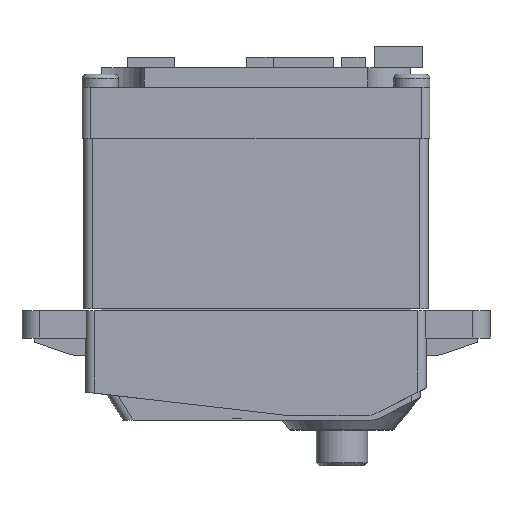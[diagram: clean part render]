
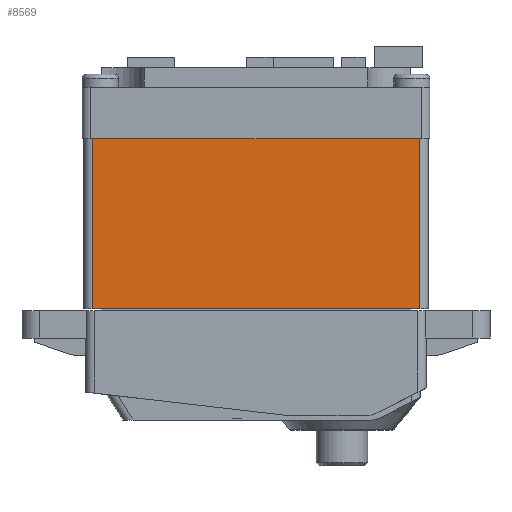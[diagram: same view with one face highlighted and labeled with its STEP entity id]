
A CAD part, front view. The second image highlights one B-rep face of the part: STEP entity #8569.
In plain terms, the highlighted planar face has unit normal (0, -1, 0).
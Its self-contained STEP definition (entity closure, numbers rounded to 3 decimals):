
#7662 = PLANE('',#7663);
#7663 = AXIS2_PLACEMENT_3D('',#7664,#7665,#7666);
#7664 = CARTESIAN_POINT('',(-10.,0.,0.2));
#7665 = DIRECTION('',(0.,0.,1.));
#7666 = DIRECTION('',(1.,0.,0.));
#8034 = VERTEX_POINT('',#8035);
#8035 = CARTESIAN_POINT('',(-29.05,-10.1,0.2));
#8050 = CYLINDRICAL_SURFACE('',#8051,1.);
#8051 = AXIS2_PLACEMENT_3D('',#8052,#8053,#8054);
#8052 = CARTESIAN_POINT('',(-29.05,-9.1,0.2));
#8053 = DIRECTION('',(0.,0.,1.));
#8054 = DIRECTION('',(-1.,0.,0.));
#8062 = EDGE_CURVE('',#8063,#8034,#8065,.T.);
#8063 = VERTEX_POINT('',#8064);
#8064 = CARTESIAN_POINT('',(9.05,-10.1,0.2));
#8065 = SURFACE_CURVE('',#8066,(#8070,#8077),.PCURVE_S1.);
#8066 = LINE('',#8067,#8068);
#8067 = CARTESIAN_POINT('',(10.05,-10.1,0.2));
#8068 = VECTOR('',#8069,1.);
#8069 = DIRECTION('',(-1.,0.,0.));
#8070 = PCURVE('',#7662,#8071);
#8071 = DEFINITIONAL_REPRESENTATION('',(#8072),#8076);
#8072 = LINE('',#8073,#8074);
#8073 = CARTESIAN_POINT('',(20.05,-10.1));
#8074 = VECTOR('',#8075,1.);
#8075 = DIRECTION('',(-1.,0.));
#8076 = ( GEOMETRIC_REPRESENTATION_CONTEXT(2) 
PARAMETRIC_REPRESENTATION_CONTEXT() REPRESENTATION_CONTEXT('2D SPACE',''
  ) );
#8077 = PCURVE('',#8078,#8083);
#8078 = PLANE('',#8079);
#8079 = AXIS2_PLACEMENT_3D('',#8080,#8081,#8082);
#8080 = CARTESIAN_POINT('',(-30.05,-10.1,0.));
#8081 = DIRECTION('',(0.,1.,0.));
#8082 = DIRECTION('',(1.,0.,0.));
#8083 = DEFINITIONAL_REPRESENTATION('',(#8084),#8088);
#8084 = LINE('',#8085,#8086);
#8085 = CARTESIAN_POINT('',(40.1,-0.2));
#8086 = VECTOR('',#8087,1.);
#8087 = DIRECTION('',(-1.,0.));
#8088 = ( GEOMETRIC_REPRESENTATION_CONTEXT(2) 
PARAMETRIC_REPRESENTATION_CONTEXT() REPRESENTATION_CONTEXT('2D SPACE',''
  ) );
#8111 = CYLINDRICAL_SURFACE('',#8112,1.);
#8112 = AXIS2_PLACEMENT_3D('',#8113,#8114,#8115);
#8113 = CARTESIAN_POINT('',(9.05,-9.1,0.2));
#8114 = DIRECTION('',(0.,0.,1.));
#8115 = DIRECTION('',(1.,0.,0.));
#8231 = PLANE('',#8232);
#8232 = AXIS2_PLACEMENT_3D('',#8233,#8234,#8235);
#8233 = CARTESIAN_POINT('',(-10.,0.,20.));
#8234 = DIRECTION('',(0.,0.,1.));
#8235 = DIRECTION('',(0.,1.,0.));
#8470 = EDGE_CURVE('',#8034,#8471,#8473,.T.);
#8471 = VERTEX_POINT('',#8472);
#8472 = CARTESIAN_POINT('',(-29.05,-10.1,20.));
#8473 = SURFACE_CURVE('',#8474,(#8478,#8485),.PCURVE_S1.);
#8474 = LINE('',#8475,#8476);
#8475 = CARTESIAN_POINT('',(-29.05,-10.1,0.2));
#8476 = VECTOR('',#8477,1.);
#8477 = DIRECTION('',(0.,0.,1.));
#8478 = PCURVE('',#8050,#8479);
#8479 = DEFINITIONAL_REPRESENTATION('',(#8480),#8484);
#8480 = LINE('',#8481,#8482);
#8481 = CARTESIAN_POINT('',(1.571,0.));
#8482 = VECTOR('',#8483,1.);
#8483 = DIRECTION('',(0.,1.));
#8484 = ( GEOMETRIC_REPRESENTATION_CONTEXT(2) 
PARAMETRIC_REPRESENTATION_CONTEXT() REPRESENTATION_CONTEXT('2D SPACE',''
  ) );
#8485 = PCURVE('',#8078,#8486);
#8486 = DEFINITIONAL_REPRESENTATION('',(#8487),#8491);
#8487 = LINE('',#8488,#8489);
#8488 = CARTESIAN_POINT('',(1.,-0.2));
#8489 = VECTOR('',#8490,1.);
#8490 = DIRECTION('',(0.,-1.));
#8491 = ( GEOMETRIC_REPRESENTATION_CONTEXT(2) 
PARAMETRIC_REPRESENTATION_CONTEXT() REPRESENTATION_CONTEXT('2D SPACE',''
  ) );
#8520 = EDGE_CURVE('',#8063,#8521,#8523,.T.);
#8521 = VERTEX_POINT('',#8522);
#8522 = CARTESIAN_POINT('',(9.05,-10.1,20.));
#8523 = SURFACE_CURVE('',#8524,(#8528,#8535),.PCURVE_S1.);
#8524 = LINE('',#8525,#8526);
#8525 = CARTESIAN_POINT('',(9.05,-10.1,0.2));
#8526 = VECTOR('',#8527,1.);
#8527 = DIRECTION('',(0.,0.,1.));
#8528 = PCURVE('',#8111,#8529);
#8529 = DEFINITIONAL_REPRESENTATION('',(#8530),#8534);
#8530 = LINE('',#8531,#8532);
#8531 = CARTESIAN_POINT('',(-1.571,0.));
#8532 = VECTOR('',#8533,1.);
#8533 = DIRECTION('',(-0.,1.));
#8534 = ( GEOMETRIC_REPRESENTATION_CONTEXT(2) 
PARAMETRIC_REPRESENTATION_CONTEXT() REPRESENTATION_CONTEXT('2D SPACE',''
  ) );
#8535 = PCURVE('',#8078,#8536);
#8536 = DEFINITIONAL_REPRESENTATION('',(#8537),#8541);
#8537 = LINE('',#8538,#8539);
#8538 = CARTESIAN_POINT('',(39.1,-0.2));
#8539 = VECTOR('',#8540,1.);
#8540 = DIRECTION('',(0.,-1.));
#8541 = ( GEOMETRIC_REPRESENTATION_CONTEXT(2) 
PARAMETRIC_REPRESENTATION_CONTEXT() REPRESENTATION_CONTEXT('2D SPACE',''
  ) );
#8569 = ADVANCED_FACE('',(#8570),#8078,.F.);
#8570 = FACE_BOUND('',#8571,.F.);
#8571 = EDGE_LOOP('',(#8572,#8573,#8574,#8595));
#8572 = ORIENTED_EDGE('',*,*,#8062,.T.);
#8573 = ORIENTED_EDGE('',*,*,#8470,.T.);
#8574 = ORIENTED_EDGE('',*,*,#8575,.T.);
#8575 = EDGE_CURVE('',#8471,#8521,#8576,.T.);
#8576 = SURFACE_CURVE('',#8577,(#8581,#8588),.PCURVE_S1.);
#8577 = LINE('',#8578,#8579);
#8578 = CARTESIAN_POINT('',(-30.05,-10.1,20.));
#8579 = VECTOR('',#8580,1.);
#8580 = DIRECTION('',(1.,0.,0.));
#8581 = PCURVE('',#8078,#8582);
#8582 = DEFINITIONAL_REPRESENTATION('',(#8583),#8587);
#8583 = LINE('',#8584,#8585);
#8584 = CARTESIAN_POINT('',(0.,-20.));
#8585 = VECTOR('',#8586,1.);
#8586 = DIRECTION('',(1.,0.));
#8587 = ( GEOMETRIC_REPRESENTATION_CONTEXT(2) 
PARAMETRIC_REPRESENTATION_CONTEXT() REPRESENTATION_CONTEXT('2D SPACE',''
  ) );
#8588 = PCURVE('',#8231,#8589);
#8589 = DEFINITIONAL_REPRESENTATION('',(#8590),#8594);
#8590 = LINE('',#8591,#8592);
#8591 = CARTESIAN_POINT('',(-10.1,20.05));
#8592 = VECTOR('',#8593,1.);
#8593 = DIRECTION('',(0.,-1.));
#8594 = ( GEOMETRIC_REPRESENTATION_CONTEXT(2) 
PARAMETRIC_REPRESENTATION_CONTEXT() REPRESENTATION_CONTEXT('2D SPACE',''
  ) );
#8595 = ORIENTED_EDGE('',*,*,#8520,.F.);
